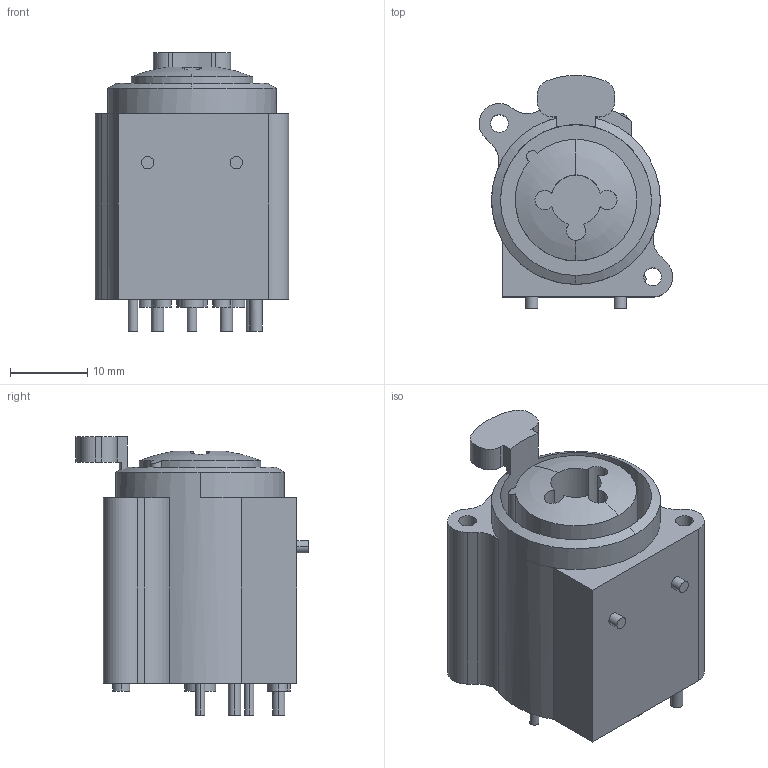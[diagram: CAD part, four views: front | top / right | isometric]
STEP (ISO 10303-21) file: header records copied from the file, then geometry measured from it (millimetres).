
FILE_DESCRIPTION((''),'2;1');
FILE_NAME('D-NCJ6FAV','2014-11-18T',('tho'),(''),'PRO/ENGINEER BY PARAMETRIC TECHNOLOGY CORPORATION, 2013430','PRO/ENGINEER BY PARAMETRIC TECHNOLOGY CORPORATION, 2013430','');
FILE_SCHEMA(('AUTOMOTIVE_DESIGN_CC2 { 1 2 10303 214 -1 1 5 2 }'));
Length unit declared in the file: millimetre
Products named in the file (1): D-NCJ6FAV
Bounding box: 24.99 x 30.09 x 35.95 mm (x, y, z)
Volume: 12055.2 mm3; surface area: 5892.8 mm2
Topology: 1 solids, 1 shells, 101 faces, 249 edges, 164 vertices
Faces by surface type: cylinder 60, plane 37, sphere 4
Entity records: 3374 total; most frequent: CARTESIAN_POINT 605, DIRECTION 593, ORIENTED_EDGE 498, EDGE_CURVE 249, AXIS2_PLACEMENT_3D 248, COLOUR_RGB 209, VERTEX_POINT 164, CIRCLE 147
